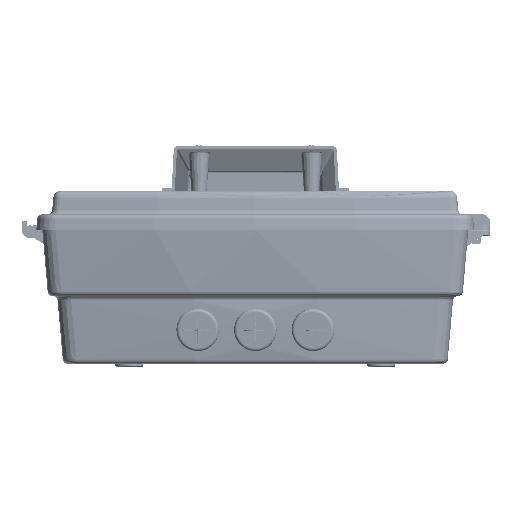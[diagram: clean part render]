
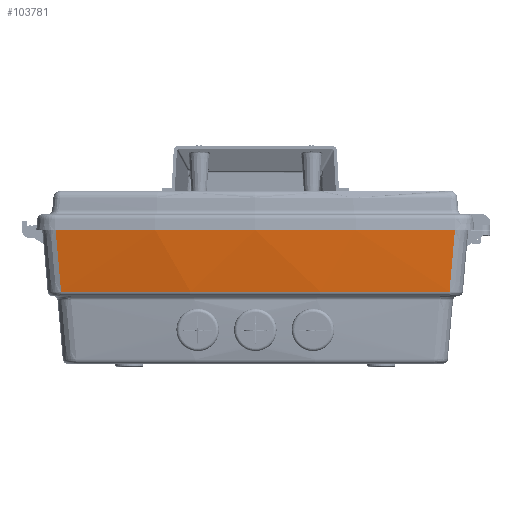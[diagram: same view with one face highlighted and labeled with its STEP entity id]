
A CAD part, front view. The second image highlights one B-rep face of the part: STEP entity #103781.
In plain terms, the highlighted conical face has half-angle 5 degrees and reference radius 846.565 mm.
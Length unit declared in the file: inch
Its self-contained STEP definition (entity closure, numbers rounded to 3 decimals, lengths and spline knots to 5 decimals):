
#4465 = CONICAL_SURFACE ( 'NONE', #74909, 33.32933, 0.087 ) ;
#6176 = CARTESIAN_POINT ( 'NONE',  ( -4.91366, -6.67605, -2.47506 ) ) ;
#12313 = CARTESIAN_POINT ( 'NONE',  ( 4.98997, -6.74102, -3.33858 ) ) ;
#14221 = CARTESIAN_POINT ( 'NONE',  ( 4.85406, -6.62523, -1.80073 ) ) ;
#15429 = AXIS2_PLACEMENT_3D ( 'NONE', #75172, #69876, #50410 ) ;
#17154 = ORIENTED_EDGE ( 'NONE', *, *, #70038, .T. ) ;
#17744 = DIRECTION ( 'NONE',  ( 0., 0., -1. ) ) ;
#20025 = EDGE_LOOP ( 'NONE', ( #43699, #90119, #17154, #56799 ) ) ;
#20295 = CARTESIAN_POINT ( 'NONE',  ( 4.90601, -6.66954, -2.38852 ) ) ;
#20303 = DIRECTION ( 'NONE',  ( -1., 0., 0. ) ) ;
#34658 = CARTESIAN_POINT ( 'NONE',  ( 4.98997, -6.74102, -3.33858 ) ) ;
#43699 = ORIENTED_EDGE ( 'NONE', *, *, #49847, .F. ) ;
#44536 = CARTESIAN_POINT ( 'NONE',  ( -4.89379, -6.65913, -2.25028 ) ) ;
#47069 = CARTESIAN_POINT ( 'NONE',  ( -4.93909, -6.69773, -2.7629 ) ) ;
#47951 = DIRECTION ( 'NONE',  ( 0., 0., -1. ) ) ;
#49847 = EDGE_CURVE ( 'NONE', #63826, #115618, #65343, .T. ) ;
#50410 = DIRECTION ( 'NONE',  ( 1., 0., 0. ) ) ;
#56799 = ORIENTED_EDGE ( 'NONE', *, *, #70284, .T. ) ;
#63826 = VERTEX_POINT ( 'NONE', #12313 ) ;
#64964 = CARTESIAN_POINT ( 'NONE',  ( -4.98997, -6.74102, -3.33858 ) ) ;
#65343 = CIRCLE ( 'NONE', #102719, 33.47331 ) ;
#69876 = DIRECTION ( 'NONE',  ( 0., 0., -1. ) ) ;
#70038 = EDGE_CURVE ( 'NONE', #84021, #83349, #114966, .T. ) ;
#70284 = EDGE_CURVE ( 'NONE', #83349, #115618, #88829, .T. ) ;
#71901 = EDGE_CURVE ( 'NONE', #63826, #84021, #97805, .T. ) ;
#73743 = CARTESIAN_POINT ( 'NONE',  ( -4.85406, -6.62523, -1.80073 ) ) ;
#74225 = CARTESIAN_POINT ( 'NONE',  ( 4.97064, -6.72458, -3.11986 ) ) ;
#74869 = CARTESIAN_POINT ( 'NONE',  ( 4.95131, -6.70813, -2.90114 ) ) ;
#74909 = AXIS2_PLACEMENT_3D ( 'NONE', #87797, #17744, #20303 ) ;
#75172 = CARTESIAN_POINT ( 'NONE',  ( 0., 26.35827, -1.80073 ) ) ;
#76284 = CARTESIAN_POINT ( 'NONE',  ( -4.87393, -6.64219, -2.0255 ) ) ;
#83349 = VERTEX_POINT ( 'NONE', #73743 ) ;
#84021 = VERTEX_POINT ( 'NONE', #14221 ) ;
#86657 = CARTESIAN_POINT ( 'NONE',  ( -4.96453, -6.71938, -3.05074 ) ) ;
#87788 = CARTESIAN_POINT ( 'NONE',  ( 4.93198, -6.69167, -2.68241 ) ) ;
#87797 = CARTESIAN_POINT ( 'NONE',  ( 0., 26.35827, -1.69291 ) ) ;
#88829 = B_SPLINE_CURVE_WITH_KNOTS ( 'NONE', 3,
 ( #95791, #76284, #44536, #6176, #47069, #86657, #125624 ),
 .UNSPECIFIED., .F., .F.,
 ( 4, 3, 4 ),
 ( 0.00276, 0.02, 0.04208 ),
 .UNSPECIFIED. ) ;
#90119 = ORIENTED_EDGE ( 'NONE', *, *, #71901, .T. ) ;
#95791 = CARTESIAN_POINT ( 'NONE',  ( -4.85406, -6.62523, -1.80073 ) ) ;
#96702 = CARTESIAN_POINT ( 'NONE',  ( 0., 26.35827, -3.33858 ) ) ;
#97805 = B_SPLINE_CURVE_WITH_KNOTS ( 'NONE', 3,
 ( #34658, #74225, #74869, #87788, #20295, #119583, #118943 ),
 .UNSPECIFIED., .F., .F.,
 ( 4, 3, 4 ),
 ( 0.00322, 0.02, 0.04255 ),
 .UNSPECIFIED. ) ;
#102719 = AXIS2_PLACEMENT_3D ( 'NONE', #96702, #47951, #107096 ) ;
#103781 = ADVANCED_FACE ( 'NONE', ( #117683 ), #4465, .T. ) ;
#107096 = DIRECTION ( 'NONE',  ( -1., 0., 0. ) ) ;
#114966 = CIRCLE ( 'NONE', #15429, 33.33877 ) ;
#115618 = VERTEX_POINT ( 'NONE', #64964 ) ;
#117683 = FACE_OUTER_BOUND ( 'NONE', #20025, .T. ) ;
#118943 = CARTESIAN_POINT ( 'NONE',  ( 4.85406, -6.62523, -1.80073 ) ) ;
#119583 = CARTESIAN_POINT ( 'NONE',  ( 4.88003, -6.6474, -2.09462 ) ) ;
#125624 = CARTESIAN_POINT ( 'NONE',  ( -4.98997, -6.74102, -3.33858 ) ) ;
